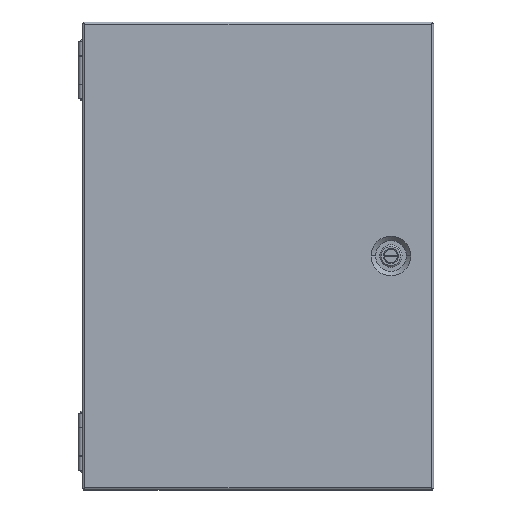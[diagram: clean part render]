
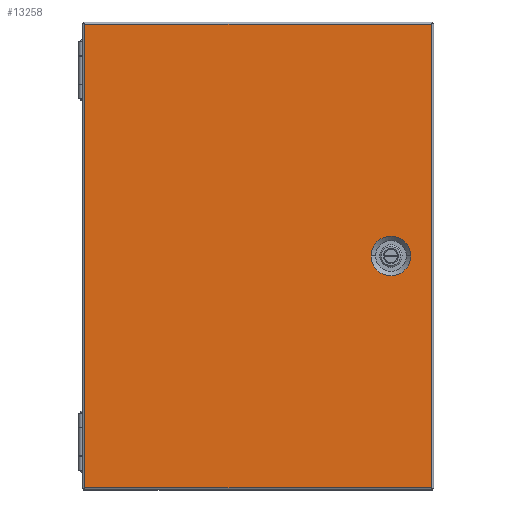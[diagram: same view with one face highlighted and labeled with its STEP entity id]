
A CAD part, top view. The second image highlights one B-rep face of the part: STEP entity #13258.
In plain terms, the highlighted planar face has unit normal (0, 0, 1).
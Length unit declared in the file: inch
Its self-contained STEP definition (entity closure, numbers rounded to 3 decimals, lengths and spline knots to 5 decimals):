
#98 = CARTESIAN_POINT ( 'NONE',  ( 6.0425, -8.1035, 4.118 ) ) ;
#295 = VERTEX_POINT ( 'NONE', #1141 ) ;
#1141 = CARTESIAN_POINT ( 'NONE',  ( 5.32339, 0.0005, 4.118 ) ) ;
#1587 = EDGE_CURVE ( 'NONE', #14240, #295, #16230, .T. ) ;
#1608 = CARTESIAN_POINT ( 'NONE',  ( 6.0425, -8.1035, 4.118 ) ) ;
#1813 = CIRCLE ( 'NONE', #3735, 0.69489 ) ;
#2033 = CARTESIAN_POINT ( 'NONE',  ( -6.0855, 8.1045, 4.118 ) ) ;
#2269 = LINE ( 'NONE', #98, #21176 ) ;
#2916 = LINE ( 'NONE', #14106, #21299 ) ;
#3735 = AXIS2_PLACEMENT_3D ( 'NONE', #11867, #7900, #17159 ) ;
#3895 = DIRECTION ( 'NONE',  ( 0., 0., 1. ) ) ;
#4248 = CARTESIAN_POINT ( 'NONE',  ( 3.93361, 0.0005, 4.118 ) ) ;
#4577 = CARTESIAN_POINT ( 'NONE',  ( -6.0855, -8.1035, 4.118 ) ) ;
#6160 = VERTEX_POINT ( 'NONE', #6771 ) ;
#6189 = VERTEX_POINT ( 'NONE', #12070 ) ;
#6417 = CARTESIAN_POINT ( 'NONE',  ( 4.6285, 0.0005, 4.118 ) ) ;
#6771 = CARTESIAN_POINT ( 'NONE',  ( 6.0425, -8.1035, 4.118 ) ) ;
#7106 = EDGE_LOOP ( 'NONE', ( #10141, #22633, #19267, #16860 ) ) ;
#7760 = CARTESIAN_POINT ( 'NONE',  ( -6.0855, -8.1035, 4.118 ) ) ;
#7900 = DIRECTION ( 'NONE',  ( 0., 0., -1. ) ) ;
#8549 = AXIS2_PLACEMENT_3D ( 'NONE', #6417, #9150, #18169 ) ;
#8634 = VERTEX_POINT ( 'NONE', #7760 ) ;
#8926 = DIRECTION ( 'NONE',  ( -1., 0., 0. ) ) ;
#9150 = DIRECTION ( 'NONE',  ( 0., 0., -1. ) ) ;
#9226 = EDGE_CURVE ( 'NONE', #295, #14240, #1813, .T. ) ;
#9318 = DIRECTION ( 'NONE',  ( 1., 0., 0. ) ) ;
#10073 = VECTOR ( 'NONE', #17862, 39.37008 ) ;
#10141 = ORIENTED_EDGE ( 'NONE', *, *, #23719, .T. ) ;
#10749 = LINE ( 'NONE', #1608, #10073 ) ;
#11000 = FACE_BOUND ( 'NONE', #23360, .T. ) ;
#11485 = EDGE_CURVE ( 'NONE', #6160, #6189, #2269, .T. ) ;
#11807 = LINE ( 'NONE', #4577, #20154 ) ;
#11867 = CARTESIAN_POINT ( 'NONE',  ( 4.6285, 0.0005, 4.118 ) ) ;
#12070 = CARTESIAN_POINT ( 'NONE',  ( 6.0425, 8.1045, 4.118 ) ) ;
#12809 = AXIS2_PLACEMENT_3D ( 'NONE', #20258, #3895, #9318 ) ;
#13002 = ORIENTED_EDGE ( 'NONE', *, *, #1587, .T. ) ;
#13258 = ADVANCED_FACE ( 'NONE', ( #11000, #20370 ), #16532, .T. ) ;
#14106 = CARTESIAN_POINT ( 'NONE',  ( 6.0425, 8.1045, 4.118 ) ) ;
#14240 = VERTEX_POINT ( 'NONE', #4248 ) ;
#16230 = CIRCLE ( 'NONE', #8549, 0.69489 ) ;
#16532 = PLANE ( 'NONE',  #12809 ) ;
#16860 = ORIENTED_EDGE ( 'NONE', *, *, #11485, .T. ) ;
#16930 = DIRECTION ( 'NONE',  ( 0., 1., 0. ) ) ;
#17159 = DIRECTION ( 'NONE',  ( 1., 0., 0. ) ) ;
#17323 = DIRECTION ( 'NONE',  ( 0., -1., 0. ) ) ;
#17841 = EDGE_CURVE ( 'NONE', #8634, #6160, #10749, .T. ) ;
#17862 = DIRECTION ( 'NONE',  ( 1., 0., 0. ) ) ;
#18169 = DIRECTION ( 'NONE',  ( 1., 0., 0. ) ) ;
#19267 = ORIENTED_EDGE ( 'NONE', *, *, #17841, .T. ) ;
#19956 = VERTEX_POINT ( 'NONE', #2033 ) ;
#20154 = VECTOR ( 'NONE', #17323, 39.37008 ) ;
#20258 = CARTESIAN_POINT ( 'NONE',  ( 6.0425, -8.1035, 4.118 ) ) ;
#20369 = ORIENTED_EDGE ( 'NONE', *, *, #9226, .T. ) ;
#20370 = FACE_OUTER_BOUND ( 'NONE', #7106, .T. ) ;
#21176 = VECTOR ( 'NONE', #16930, 39.37008 ) ;
#21299 = VECTOR ( 'NONE', #8926, 39.37008 ) ;
#22420 = EDGE_CURVE ( 'NONE', #19956, #8634, #11807, .T. ) ;
#22633 = ORIENTED_EDGE ( 'NONE', *, *, #22420, .T. ) ;
#23360 = EDGE_LOOP ( 'NONE', ( #20369, #13002 ) ) ;
#23719 = EDGE_CURVE ( 'NONE', #6189, #19956, #2916, .T. ) ;
